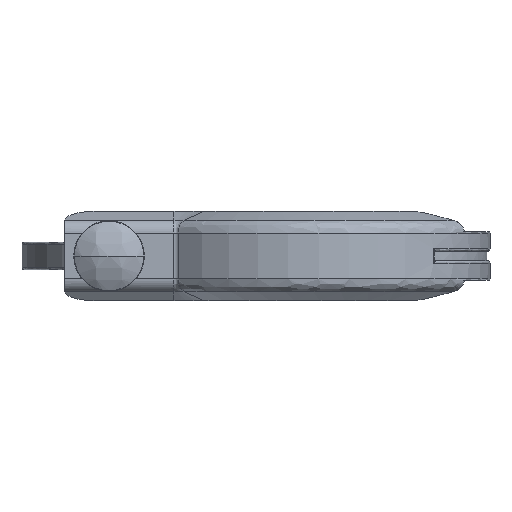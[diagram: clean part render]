
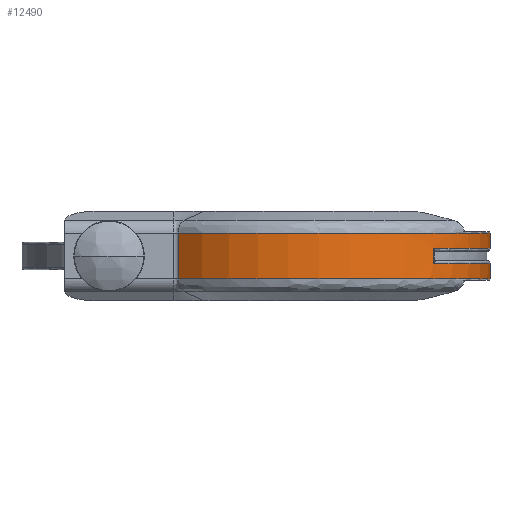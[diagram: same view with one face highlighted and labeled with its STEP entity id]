
A CAD part, front view. The second image highlights one B-rep face of the part: STEP entity #12490.
In plain terms, the highlighted cylindrical face has radius 30.5 mm (diameter 61 mm), a partial arc.
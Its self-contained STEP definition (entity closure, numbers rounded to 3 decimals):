
#15 = ORIENTED_EDGE ( 'NONE', *, *, #9954, .T. ) ;
#71 = VERTEX_POINT ( 'NONE', #12919 ) ;
#365 = EDGE_CURVE ( 'NONE', #7477, #2114, #11858, .T. ) ;
#616 = DIRECTION ( 'NONE',  ( 0., 0., 1. ) ) ;
#1014 = CARTESIAN_POINT ( 'NONE',  ( 30.5, 0., 1.25 ) ) ;
#1020 = CARTESIAN_POINT ( 'NONE',  ( -20.84, 22.27, 0. ) ) ;
#1532 = AXIS2_PLACEMENT_3D ( 'NONE', #16165, #4902, #6611 ) ;
#1812 = CARTESIAN_POINT ( 'NONE',  ( 21.204, -21.923, 1.25 ) ) ;
#1913 = EDGE_LOOP ( 'NONE', ( #21043, #20018, #18334, #14165, #13442, #9629 ) ) ;
#2114 = VERTEX_POINT ( 'NONE', #12368 ) ;
#2137 = DIRECTION ( 'NONE',  ( -1., 0., 0. ) ) ;
#2254 = CARTESIAN_POINT ( 'NONE',  ( 0., 0., 1.25 ) ) ;
#2592 = VERTEX_POINT ( 'NONE', #5247 ) ;
#3095 = VECTOR ( 'NONE', #16317, 1000. ) ;
#3300 = AXIS2_PLACEMENT_3D ( 'NONE', #6364, #12366, #21564 ) ;
#4076 = DIRECTION ( 'NONE',  ( -1., 0., 0. ) ) ;
#4091 = CARTESIAN_POINT ( 'NONE',  ( 0., 0., 0. ) ) ;
#4134 = EDGE_CURVE ( 'NONE', #12529, #9943, #19245, .T. ) ;
#4220 = DIRECTION ( 'NONE',  ( 0., 0., -1. ) ) ;
#4238 = DIRECTION ( 'NONE',  ( 0., 0., -1. ) ) ;
#4459 = VECTOR ( 'NONE', #4238, 1000. ) ;
#4902 = DIRECTION ( 'NONE',  ( 0., 0., -1. ) ) ;
#5150 = CIRCLE ( 'NONE', #23181, 30.5 ) ;
#5247 = CARTESIAN_POINT ( 'NONE',  ( -20.84, 22.27, -3.782 ) ) ;
#5535 = CARTESIAN_POINT ( 'NONE',  ( -20.84, -22.27, 3.782 ) ) ;
#5641 = DIRECTION ( 'NONE',  ( 0., 0., -1. ) ) ;
#5796 = CYLINDRICAL_SURFACE ( 'NONE', #13281, 30.5 ) ;
#5839 = AXIS2_PLACEMENT_3D ( 'NONE', #7521, #4220, #6059 ) ;
#5924 = DIRECTION ( 'NONE',  ( 0., 0., -1. ) ) ;
#6059 = DIRECTION ( 'NONE',  ( -1., 0., 0. ) ) ;
#6162 = FACE_BOUND ( 'NONE', #1913, .T. ) ;
#6238 = CARTESIAN_POINT ( 'NONE',  ( -20.84, -22.27, -3.782 ) ) ;
#6364 = CARTESIAN_POINT ( 'NONE',  ( 0., 0., -3.782 ) ) ;
#6490 = EDGE_CURVE ( 'NONE', #18484, #9250, #5150, .T. ) ;
#6611 = DIRECTION ( 'NONE',  ( -1., 0., 0. ) ) ;
#7477 = VERTEX_POINT ( 'NONE', #6238 ) ;
#7521 = CARTESIAN_POINT ( 'NONE',  ( 0., 0., 3.782 ) ) ;
#8061 = VERTEX_POINT ( 'NONE', #18964 ) ;
#8125 = ORIENTED_EDGE ( 'NONE', *, *, #12627, .T. ) ;
#8318 = AXIS2_PLACEMENT_3D ( 'NONE', #13867, #616, #21356 ) ;
#8394 = ORIENTED_EDGE ( 'NONE', *, *, #13686, .T. ) ;
#8754 = LINE ( 'NONE', #1020, #19150 ) ;
#8856 = LINE ( 'NONE', #21979, #3095 ) ;
#8947 = VECTOR ( 'NONE', #10273, 1000. ) ;
#9158 = EDGE_CURVE ( 'NONE', #9250, #12647, #9953, .T. ) ;
#9250 = VERTEX_POINT ( 'NONE', #1014 ) ;
#9629 = ORIENTED_EDGE ( 'NONE', *, *, #11837, .T. ) ;
#9943 = VERTEX_POINT ( 'NONE', #23175 ) ;
#9953 = CIRCLE ( 'NONE', #15813, 30.5 ) ;
#9954 = EDGE_CURVE ( 'NONE', #2114, #2592, #22895, .T. ) ;
#9993 = DIRECTION ( 'NONE',  ( 0., 0., 1. ) ) ;
#10273 = DIRECTION ( 'NONE',  ( 0., 0., 1. ) ) ;
#10660 = DIRECTION ( 'NONE',  ( 0., 0., -1. ) ) ;
#10898 = DIRECTION ( 'NONE',  ( -1., 0., 0. ) ) ;
#11449 = FACE_OUTER_BOUND ( 'NONE', #16520, .T. ) ;
#11575 = DIRECTION ( 'NONE',  ( -1., 0., 0. ) ) ;
#11688 = ORIENTED_EDGE ( 'NONE', *, *, #12074, .T. ) ;
#11704 = CARTESIAN_POINT ( 'NONE',  ( 21.204, 21.923, 1.25 ) ) ;
#11837 = EDGE_CURVE ( 'NONE', #12647, #20758, #13789, .T. ) ;
#11858 = CIRCLE ( 'NONE', #8318, 30.5 ) ;
#11885 = CARTESIAN_POINT ( 'NONE',  ( 21.204, -21.923, 0. ) ) ;
#12074 = EDGE_CURVE ( 'NONE', #2592, #8061, #8754, .T. ) ;
#12366 = DIRECTION ( 'NONE',  ( 0., 0., 1. ) ) ;
#12368 = CARTESIAN_POINT ( 'NONE',  ( 30.5, 0., -3.782 ) ) ;
#12490 = ADVANCED_FACE ( 'NONE', ( #11449, #6162 ), #5796, .T. ) ;
#12529 = VERTEX_POINT ( 'NONE', #23760 ) ;
#12627 = EDGE_CURVE ( 'NONE', #8061, #71, #17190, .T. ) ;
#12647 = VERTEX_POINT ( 'NONE', #11704 ) ;
#12919 = CARTESIAN_POINT ( 'NONE',  ( 30.5, 0., 3.782 ) ) ;
#13263 = ORIENTED_EDGE ( 'NONE', *, *, #17515, .T. ) ;
#13281 = AXIS2_PLACEMENT_3D ( 'NONE', #4091, #5924, #11575 ) ;
#13442 = ORIENTED_EDGE ( 'NONE', *, *, #9158, .T. ) ;
#13686 = EDGE_CURVE ( 'NONE', #71, #23445, #15975, .T. ) ;
#13789 = LINE ( 'NONE', #17573, #4459 ) ;
#13867 = CARTESIAN_POINT ( 'NONE',  ( 0., 0., -3.782 ) ) ;
#14165 = ORIENTED_EDGE ( 'NONE', *, *, #6490, .T. ) ;
#14574 = CARTESIAN_POINT ( 'NONE',  ( 0., 0., 3.782 ) ) ;
#15209 = EDGE_CURVE ( 'NONE', #9943, #18484, #23637, .T. ) ;
#15813 = AXIS2_PLACEMENT_3D ( 'NONE', #2254, #9993, #2137 ) ;
#15975 = CIRCLE ( 'NONE', #19112, 30.5 ) ;
#16165 = CARTESIAN_POINT ( 'NONE',  ( 0., 0., -1.25 ) ) ;
#16317 = DIRECTION ( 'NONE',  ( 0., 0., -1. ) ) ;
#16335 = DIRECTION ( 'NONE',  ( 0., 0., 1. ) ) ;
#16520 = EDGE_LOOP ( 'NONE', ( #18734, #15, #11688, #8125, #8394, #13263 ) ) ;
#17190 = CIRCLE ( 'NONE', #5839, 30.5 ) ;
#17515 = EDGE_CURVE ( 'NONE', #23445, #7477, #8856, .T. ) ;
#17573 = CARTESIAN_POINT ( 'NONE',  ( 21.204, 21.923, 0. ) ) ;
#18012 = CARTESIAN_POINT ( 'NONE',  ( 21.204, 21.923, -1.25 ) ) ;
#18206 = EDGE_CURVE ( 'NONE', #20758, #12529, #19532, .T. ) ;
#18334 = ORIENTED_EDGE ( 'NONE', *, *, #15209, .T. ) ;
#18484 = VERTEX_POINT ( 'NONE', #1812 ) ;
#18734 = ORIENTED_EDGE ( 'NONE', *, *, #365, .T. ) ;
#18964 = CARTESIAN_POINT ( 'NONE',  ( -20.84, 22.27, 3.782 ) ) ;
#19016 = DIRECTION ( 'NONE',  ( 0., 0., 1. ) ) ;
#19112 = AXIS2_PLACEMENT_3D ( 'NONE', #14574, #10660, #10898 ) ;
#19150 = VECTOR ( 'NONE', #16335, 1000. ) ;
#19245 = CIRCLE ( 'NONE', #23964, 30.5 ) ;
#19532 = CIRCLE ( 'NONE', #1532, 30.5 ) ;
#20018 = ORIENTED_EDGE ( 'NONE', *, *, #4134, .T. ) ;
#20758 = VERTEX_POINT ( 'NONE', #18012 ) ;
#20859 = DIRECTION ( 'NONE',  ( -1., 0., 0. ) ) ;
#21043 = ORIENTED_EDGE ( 'NONE', *, *, #18206, .T. ) ;
#21356 = DIRECTION ( 'NONE',  ( -1., 0., 0. ) ) ;
#21564 = DIRECTION ( 'NONE',  ( -1., 0., 0. ) ) ;
#21979 = CARTESIAN_POINT ( 'NONE',  ( -20.84, -22.27, 0. ) ) ;
#22708 = CARTESIAN_POINT ( 'NONE',  ( 0., 0., 1.25 ) ) ;
#22895 = CIRCLE ( 'NONE', #3300, 30.5 ) ;
#23175 = CARTESIAN_POINT ( 'NONE',  ( 21.204, -21.923, -1.25 ) ) ;
#23181 = AXIS2_PLACEMENT_3D ( 'NONE', #22708, #19016, #4076 ) ;
#23445 = VERTEX_POINT ( 'NONE', #5535 ) ;
#23637 = LINE ( 'NONE', #11885, #8947 ) ;
#23760 = CARTESIAN_POINT ( 'NONE',  ( 30.5, 0., -1.25 ) ) ;
#23964 = AXIS2_PLACEMENT_3D ( 'NONE', #24283, #5641, #20859 ) ;
#24283 = CARTESIAN_POINT ( 'NONE',  ( 0., 0., -1.25 ) ) ;
